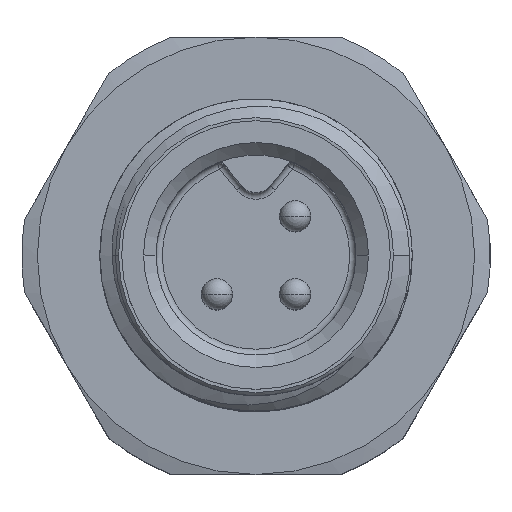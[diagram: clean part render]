
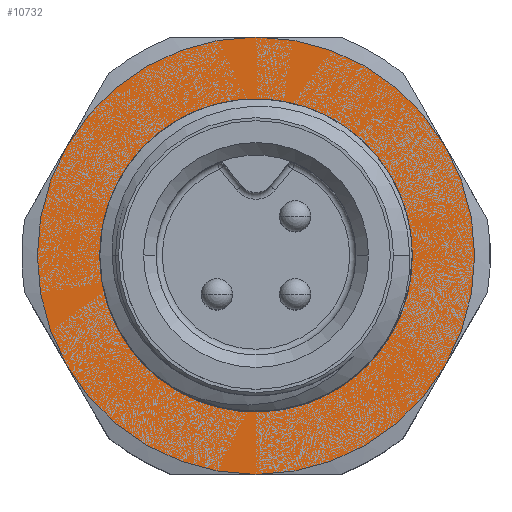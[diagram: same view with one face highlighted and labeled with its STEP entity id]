
A CAD part, top view. The second image highlights one B-rep face of the part: STEP entity #10732.
In plain terms, the highlighted planar face has unit normal (0, 0, 1).
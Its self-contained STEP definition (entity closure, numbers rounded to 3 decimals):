
#10304=CARTESIAN_POINT('',(0.401,2.193,-6.));
#10305=CARTESIAN_POINT('',(0.357,2.204,-6.));
#10306=CARTESIAN_POINT('',(0.269,2.223,-6.));
#10307=CARTESIAN_POINT('',(0.135,2.244,-6.));
#10308=CARTESIAN_POINT('',(0.045,2.252,-6.));
#10309=CARTESIAN_POINT('',(0.,2.255,-6.));
#10311=DIRECTION('',(0.,-1.,0.));
#10312=VECTOR('',#10311,0.025);
#10313=CARTESIAN_POINT('',(0.,2.255,-6.));
#10314=LINE('',#10313,#10312);
#10315=CARTESIAN_POINT('',(0.,0.,-6.));
#10316=DIRECTION('',(0.,0.,1.));
#10317=DIRECTION('',(0.,1.,0.));
#10318=AXIS2_PLACEMENT_3D('',#10315,#10316,#10317);
#10320=CARTESIAN_POINT('',(0.,0.,-6.));
#10321=DIRECTION('',(0.,0.,1.));
#10322=DIRECTION('',(0.,-1.,0.));
#10323=AXIS2_PLACEMENT_3D('',#10320,#10321,#10322);
#10325=CARTESIAN_POINT('',(0.,0.,-6.));
#10326=DIRECTION('',(0.,0.,1.));
#10327=DIRECTION('',(0.,1.,0.));
#10328=AXIS2_PLACEMENT_3D('',#10325,#10326,#10327);
#10330=CARTESIAN_POINT('',(0.,0.,-6.));
#10331=DIRECTION('',(0.,0.,1.));
#10332=DIRECTION('',(0.866,0.5,0.));
#10333=AXIS2_PLACEMENT_3D('',#10330,#10331,#10332);
#10335=CARTESIAN_POINT('',(0.,0.,-6.));
#10336=DIRECTION('',(0.,0.,1.));
#10337=DIRECTION('',(0.866,-0.5,0.));
#10338=AXIS2_PLACEMENT_3D('',#10335,#10336,#10337);
#10340=CARTESIAN_POINT('',(0.,0.,-6.));
#10341=DIRECTION('',(0.,0.,1.));
#10342=DIRECTION('',(0.,-1.,0.));
#10343=AXIS2_PLACEMENT_3D('',#10340,#10341,#10342);
#10345=CARTESIAN_POINT('',(0.,0.,-6.));
#10346=DIRECTION('',(0.,0.,1.));
#10347=DIRECTION('',(-0.866,-0.5,0.));
#10348=AXIS2_PLACEMENT_3D('',#10345,#10346,#10347);
#10350=CARTESIAN_POINT('',(0.,0.,-6.));
#10351=DIRECTION('',(0.,0.,1.));
#10352=DIRECTION('',(-0.866,0.5,0.));
#10353=AXIS2_PLACEMENT_3D('',#10350,#10351,#10352);
#10631=VERTEX_POINT('',#10309);
#10632=VERTEX_POINT('',#10304);
#10633=CARTESIAN_POINT('',(0.,2.23,-6.));
#10634=VERTEX_POINT('',#10633);
#10635=CARTESIAN_POINT('',(0.,3.5,-6.));
#10636=CARTESIAN_POINT('',(-3.031,1.75,-6.));
#10637=VERTEX_POINT('',#10635);
#10638=VERTEX_POINT('',#10636);
#10639=CARTESIAN_POINT('',(-3.031,-1.75,-6.));
#10640=VERTEX_POINT('',#10639);
#10641=CARTESIAN_POINT('',(0.,-3.5,-6.));
#10642=VERTEX_POINT('',#10641);
#10643=CARTESIAN_POINT('',(3.031,-1.75,-6.));
#10644=VERTEX_POINT('',#10643);
#10645=CARTESIAN_POINT('',(3.031,1.75,-6.));
#10646=VERTEX_POINT('',#10645);
#10701=CARTESIAN_POINT('',(0.,-2.23,-6.));
#10702=VERTEX_POINT('',#10701);
#10703=CARTESIAN_POINT('',(0.,0.,-6.));
#10704=DIRECTION('',(0.,0.,1.));
#10705=DIRECTION('',(0.,1.,0.));
#10706=AXIS2_PLACEMENT_3D('',#10703,#10704,#10705);
#10707=PLANE('',#10706);
#10709=ORIENTED_EDGE('',*,*,#10708,.F.);
#10711=ORIENTED_EDGE('',*,*,#10710,.F.);
#10713=ORIENTED_EDGE('',*,*,#10712,.F.);
#10715=ORIENTED_EDGE('',*,*,#10714,.F.);
#10717=ORIENTED_EDGE('',*,*,#10716,.F.);
#10719=ORIENTED_EDGE('',*,*,#10718,.F.);
#10720=EDGE_LOOP('',(#10709,#10711,#10713,#10715,#10717,#10719));
#10721=FACE_OUTER_BOUND('',#10720,.F.);
#10723=ORIENTED_EDGE('',*,*,#10722,.T.);
#10725=ORIENTED_EDGE('',*,*,#10724,.T.);
#10727=ORIENTED_EDGE('',*,*,#10726,.T.);
#10729=ORIENTED_EDGE('',*,*,#10728,.T.);
#10730=EDGE_LOOP('',(#10723,#10725,#10727,#10729));
#10731=FACE_BOUND('',#10730,.F.);
#10310=B_SPLINE_CURVE_WITH_KNOTS('',3,(#10304,#10305,#10306,#10307,#10308,
#10309),.UNSPECIFIED.,.F.,.F.,(4,1,1,4),(0.,0.333,
0.667,1.),.UNSPECIFIED.);
#10319=CIRCLE('',#10318,2.23);
#10324=CIRCLE('',#10323,2.23);
#10329=CIRCLE('',#10328,3.5);
#10334=CIRCLE('',#10333,3.5);
#10339=CIRCLE('',#10338,3.5);
#10344=CIRCLE('',#10343,3.5);
#10349=CIRCLE('',#10348,3.5);
#10354=CIRCLE('',#10353,3.5);
#10708=EDGE_CURVE('',#10637,#10638,#10329,.T.);
#10710=EDGE_CURVE('',#10646,#10637,#10334,.T.);
#10712=EDGE_CURVE('',#10644,#10646,#10339,.T.);
#10714=EDGE_CURVE('',#10642,#10644,#10344,.T.);
#10716=EDGE_CURVE('',#10640,#10642,#10349,.T.);
#10718=EDGE_CURVE('',#10638,#10640,#10354,.T.);
#10722=EDGE_CURVE('',#10632,#10631,#10310,.T.);
#10724=EDGE_CURVE('',#10631,#10634,#10314,.T.);
#10726=EDGE_CURVE('',#10634,#10702,#10319,.T.);
#10728=EDGE_CURVE('',#10702,#10632,#10324,.T.);
#10732=ADVANCED_FACE('',(#10721,#10731),#10707,.T.);
